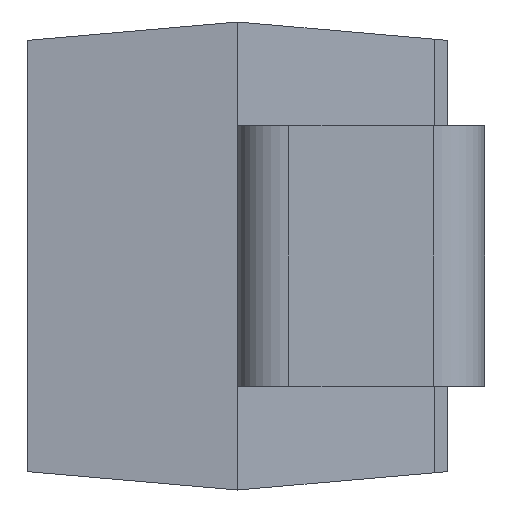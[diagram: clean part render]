
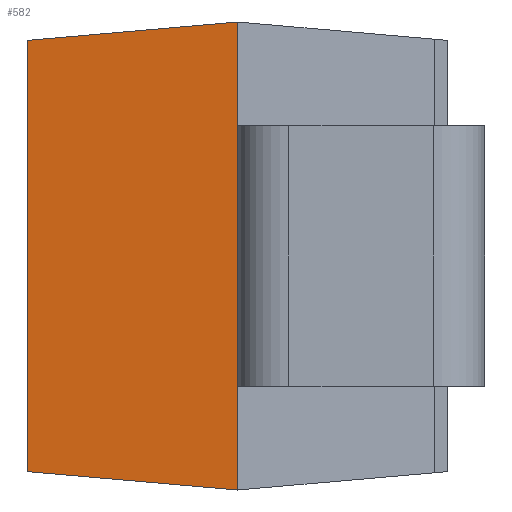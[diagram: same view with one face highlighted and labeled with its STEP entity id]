
A CAD part, left-side view. The second image highlights one B-rep face of the part: STEP entity #582.
In plain terms, the highlighted planar face has unit normal (-0.996, 0.087, 0).
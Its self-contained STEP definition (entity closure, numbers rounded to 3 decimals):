
#7 = ORIENTED_EDGE ( 'NONE', *, *, #50, .T. ) ;
#13 = FACE_OUTER_BOUND ( 'NONE', #1125, .T. ) ;
#19 = ORIENTED_EDGE ( 'NONE', *, *, #319, .F. ) ;
#50 = EDGE_CURVE ( 'NONE', #962, #1252, #1175, .T. ) ;
#108 = VECTOR ( 'NONE', #256, 1000. ) ;
#185 = VECTOR ( 'NONE', #1267, 1000. ) ;
#197 = DIRECTION ( 'NONE',  ( 0., 0., 1. ) ) ;
#203 = CARTESIAN_POINT ( 'NONE',  ( -2.165, 1.35, 1.28 ) ) ;
#256 = DIRECTION ( 'NONE',  ( 0.087, 0.992, 0.087 ) ) ;
#258 = CARTESIAN_POINT ( 'NONE',  ( -2.064, 2.5, 1.179 ) ) ;
#290 = VERTEX_POINT ( 'NONE', #335 ) ;
#319 = EDGE_CURVE ( 'NONE', #290, #1007, #782, .T. ) ;
#335 = CARTESIAN_POINT ( 'NONE',  ( -2.064, 2.5, -1.179 ) ) ;
#355 = EDGE_CURVE ( 'NONE', #962, #290, #386, .T. ) ;
#357 = ORIENTED_EDGE ( 'NONE', *, *, #355, .F. ) ;
#379 = DIRECTION ( 'NONE',  ( -0.087, -0.992, 0.087 ) ) ;
#386 = LINE ( 'NONE', #557, #108 ) ;
#557 = CARTESIAN_POINT ( 'NONE',  ( -2.165, 1.35, -1.28 ) ) ;
#582 = ADVANCED_FACE ( 'NONE', ( #13 ), #1074, .T. ) ;
#587 = EDGE_CURVE ( 'NONE', #1007, #1252, #901, .T. ) ;
#606 = VECTOR ( 'NONE', #379, 1000. ) ;
#674 = DIRECTION ( 'NONE',  ( -0.087, -0.996, 0. ) ) ;
#695 = VECTOR ( 'NONE', #197, 1000. ) ;
#730 = AXIS2_PLACEMENT_3D ( 'NONE', #957, #868, #674 ) ;
#782 = LINE ( 'NONE', #829, #185 ) ;
#829 = CARTESIAN_POINT ( 'NONE',  ( -2.064, 2.5, 0. ) ) ;
#867 = CARTESIAN_POINT ( 'NONE',  ( -2.064, 2.5, 1.179 ) ) ;
#868 = DIRECTION ( 'NONE',  ( -0.996, 0.087, 0. ) ) ;
#901 = LINE ( 'NONE', #258, #606 ) ;
#955 = CARTESIAN_POINT ( 'NONE',  ( -2.165, 1.35, -1.28 ) ) ;
#957 = CARTESIAN_POINT ( 'NONE',  ( -2.165, 1.35, 1.28 ) ) ;
#962 = VERTEX_POINT ( 'NONE', #955 ) ;
#964 = CARTESIAN_POINT ( 'NONE',  ( -2.165, 1.35, 1.28 ) ) ;
#1007 = VERTEX_POINT ( 'NONE', #867 ) ;
#1074 = PLANE ( 'NONE',  #730 ) ;
#1125 = EDGE_LOOP ( 'NONE', ( #19, #357, #7, #1146 ) ) ;
#1146 = ORIENTED_EDGE ( 'NONE', *, *, #587, .F. ) ;
#1175 = LINE ( 'NONE', #203, #695 ) ;
#1252 = VERTEX_POINT ( 'NONE', #964 ) ;
#1267 = DIRECTION ( 'NONE',  ( 0., 0., 1. ) ) ;
